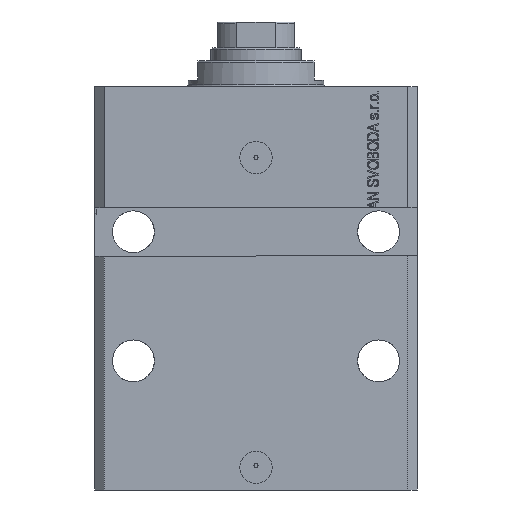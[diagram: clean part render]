
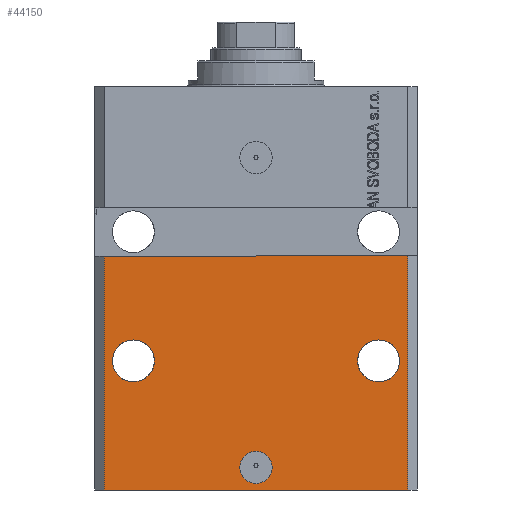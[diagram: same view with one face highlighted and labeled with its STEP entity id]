
A CAD part, front view. The second image highlights one B-rep face of the part: STEP entity #44150.
In plain terms, the highlighted planar face has unit normal (0, -1, 0).
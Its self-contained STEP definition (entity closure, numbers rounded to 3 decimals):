
#148 = CARTESIAN_POINT ( 'NONE',  ( -47., -37.5, -125. ) ) ;
#2563 = VERTEX_POINT ( 'NONE', #16207 ) ;
#2654 = PLANE ( 'NONE',  #48727 ) ;
#2677 = CIRCLE ( 'NONE', #36507, 5. ) ;
#2822 = AXIS2_PLACEMENT_3D ( 'NONE', #44138, #9879, #29089 ) ;
#3209 = AXIS2_PLACEMENT_3D ( 'NONE', #11321, #41386, #7625 ) ;
#3387 = VERTEX_POINT ( 'NONE', #48365 ) ;
#4755 = CIRCLE ( 'NONE', #3209, 6.5 ) ;
#7586 = LINE ( 'NONE', #29515, #26299 ) ;
#7625 = DIRECTION ( 'NONE',  ( 1., 0., 0. ) ) ;
#8037 = CARTESIAN_POINT ( 'NONE',  ( 0., -37.5, -118. ) ) ;
#8350 = EDGE_CURVE ( 'NONE', #25587, #3387, #18164, .T. ) ;
#8463 = CARTESIAN_POINT ( 'NONE',  ( -38., -37.5, -85. ) ) ;
#9247 = VECTOR ( 'NONE', #26241, 1000. ) ;
#9879 = DIRECTION ( 'NONE',  ( 0., -1., 0. ) ) ;
#9959 = VERTEX_POINT ( 'NONE', #42279 ) ;
#10378 = DIRECTION ( 'NONE',  ( 1., 0., 0. ) ) ;
#10762 = DIRECTION ( 'NONE',  ( 1., 0., 0. ) ) ;
#10988 = LINE ( 'NONE', #148, #9247 ) ;
#11150 = ORIENTED_EDGE ( 'NONE', *, *, #32775, .F. ) ;
#11161 = CARTESIAN_POINT ( 'NONE',  ( 44.5, -37.5, -85. ) ) ;
#11319 = DIRECTION ( 'NONE',  ( 1., 0., 0. ) ) ;
#11321 = CARTESIAN_POINT ( 'NONE',  ( 38., -37.5, -85. ) ) ;
#11765 = EDGE_CURVE ( 'NONE', #9959, #35650, #4755, .T. ) ;
#14619 = ORIENTED_EDGE ( 'NONE', *, *, #28601, .F. ) ;
#14709 = VERTEX_POINT ( 'NONE', #46348 ) ;
#16207 = CARTESIAN_POINT ( 'NONE',  ( 47., -37.5, -52.5 ) ) ;
#17683 = CARTESIAN_POINT ( 'NONE',  ( -47., -37.5, -125. ) ) ;
#17984 = DIRECTION ( 'NONE',  ( 0., -1., 0. ) ) ;
#18164 = CIRCLE ( 'NONE', #21262, 6.5 ) ;
#18260 = CARTESIAN_POINT ( 'NONE',  ( 0., -37.5, -118. ) ) ;
#19172 = CIRCLE ( 'NONE', #30167, 5. ) ;
#21125 = DIRECTION ( 'NONE',  ( 1., 0., 0. ) ) ;
#21262 = AXIS2_PLACEMENT_3D ( 'NONE', #8463, #45175, #26441 ) ;
#22239 = ORIENTED_EDGE ( 'NONE', *, *, #29637, .T. ) ;
#23226 = ORIENTED_EDGE ( 'NONE', *, *, #27299, .T. ) ;
#23935 = ORIENTED_EDGE ( 'NONE', *, *, #11765, .F. ) ;
#24711 = CARTESIAN_POINT ( 'NONE',  ( -47., -37.5, -125. ) ) ;
#24889 = DIRECTION ( 'NONE',  ( 0., -1., 0. ) ) ;
#25444 = ORIENTED_EDGE ( 'NONE', *, *, #43198, .F. ) ;
#25587 = VERTEX_POINT ( 'NONE', #34052 ) ;
#26241 = DIRECTION ( 'NONE',  ( 0., 0., 1. ) ) ;
#26299 = VECTOR ( 'NONE', #41833, 1000. ) ;
#26441 = DIRECTION ( 'NONE',  ( -1., 0., 0. ) ) ;
#27299 = EDGE_CURVE ( 'NONE', #42087, #35950, #46902, .T. ) ;
#27425 = LINE ( 'NONE', #27659, #48348 ) ;
#27534 = CARTESIAN_POINT ( 'NONE',  ( -47., -37.5, -125. ) ) ;
#27659 = CARTESIAN_POINT ( 'NONE',  ( 47., -37.5, -125. ) ) ;
#27672 = EDGE_CURVE ( 'NONE', #36454, #37390, #19172, .T. ) ;
#28601 = EDGE_CURVE ( 'NONE', #37390, #36454, #2677, .T. ) ;
#29004 = FACE_BOUND ( 'NONE', #47503, .T. ) ;
#29089 = DIRECTION ( 'NONE',  ( -1., 0., 0. ) ) ;
#29515 = CARTESIAN_POINT ( 'NONE',  ( -50., -37.5, -52.5 ) ) ;
#29637 = EDGE_CURVE ( 'NONE', #35950, #2563, #27425, .T. ) ;
#30167 = AXIS2_PLACEMENT_3D ( 'NONE', #18260, #24889, #10378 ) ;
#30952 = VECTOR ( 'NONE', #39760, 1000. ) ;
#32029 = ORIENTED_EDGE ( 'NONE', *, *, #8350, .F. ) ;
#32775 = EDGE_CURVE ( 'NONE', #3387, #25587, #38262, .T. ) ;
#33367 = CARTESIAN_POINT ( 'NONE',  ( 5., -37.5, -118. ) ) ;
#34052 = CARTESIAN_POINT ( 'NONE',  ( -44.5, -37.5, -85. ) ) ;
#34137 = DIRECTION ( 'NONE',  ( 0., -1., 0. ) ) ;
#35431 = DIRECTION ( 'NONE',  ( 0., -1., 0. ) ) ;
#35650 = VERTEX_POINT ( 'NONE', #11161 ) ;
#35950 = VERTEX_POINT ( 'NONE', #48555 ) ;
#36454 = VERTEX_POINT ( 'NONE', #33367 ) ;
#36507 = AXIS2_PLACEMENT_3D ( 'NONE', #8037, #34137, #10762 ) ;
#37390 = VERTEX_POINT ( 'NONE', #43495 ) ;
#38262 = CIRCLE ( 'NONE', #2822, 6.5 ) ;
#38275 = ORIENTED_EDGE ( 'NONE', *, *, #27672, .F. ) ;
#38530 = AXIS2_PLACEMENT_3D ( 'NONE', #40908, #17984, #11319 ) ;
#38541 = ORIENTED_EDGE ( 'NONE', *, *, #39870, .F. ) ;
#39140 = FACE_BOUND ( 'NONE', #45592, .T. ) ;
#39617 = FACE_OUTER_BOUND ( 'NONE', #45058, .T. ) ;
#39760 = DIRECTION ( 'NONE',  ( 1., 0., 0. ) ) ;
#39870 = EDGE_CURVE ( 'NONE', #42087, #14709, #10988, .T. ) ;
#40279 = ORIENTED_EDGE ( 'NONE', *, *, #47641, .F. ) ;
#40908 = CARTESIAN_POINT ( 'NONE',  ( 38., -37.5, -85. ) ) ;
#41386 = DIRECTION ( 'NONE',  ( 0., -1., 0. ) ) ;
#41833 = DIRECTION ( 'NONE',  ( 1., 0., 0. ) ) ;
#42087 = VERTEX_POINT ( 'NONE', #27534 ) ;
#42279 = CARTESIAN_POINT ( 'NONE',  ( 31.5, -37.5, -85. ) ) ;
#43198 = EDGE_CURVE ( 'NONE', #35650, #9959, #46358, .T. ) ;
#43495 = CARTESIAN_POINT ( 'NONE',  ( -5., -37.5, -118. ) ) ;
#43554 = FACE_BOUND ( 'NONE', #47713, .T. ) ;
#44138 = CARTESIAN_POINT ( 'NONE',  ( -38., -37.5, -85. ) ) ;
#44150 = ADVANCED_FACE ( 'NONE', ( #43554, #29004, #39140, #39617 ), #2654, .T. ) ;
#45058 = EDGE_LOOP ( 'NONE', ( #40279, #38541, #23226, #22239 ) ) ;
#45175 = DIRECTION ( 'NONE',  ( 0., -1., 0. ) ) ;
#45592 = EDGE_LOOP ( 'NONE', ( #11150, #32029 ) ) ;
#46348 = CARTESIAN_POINT ( 'NONE',  ( -47., -37.5, -52.5 ) ) ;
#46358 = CIRCLE ( 'NONE', #38530, 6.5 ) ;
#46401 = DIRECTION ( 'NONE',  ( 0., 0., 1. ) ) ;
#46902 = LINE ( 'NONE', #24711, #30952 ) ;
#47503 = EDGE_LOOP ( 'NONE', ( #25444, #23935 ) ) ;
#47641 = EDGE_CURVE ( 'NONE', #14709, #2563, #7586, .T. ) ;
#47713 = EDGE_LOOP ( 'NONE', ( #38275, #14619 ) ) ;
#48348 = VECTOR ( 'NONE', #46401, 1000. ) ;
#48365 = CARTESIAN_POINT ( 'NONE',  ( -31.5, -37.5, -85. ) ) ;
#48555 = CARTESIAN_POINT ( 'NONE',  ( 47., -37.5, -125. ) ) ;
#48727 = AXIS2_PLACEMENT_3D ( 'NONE', #17683, #35431, #21125 ) ;
